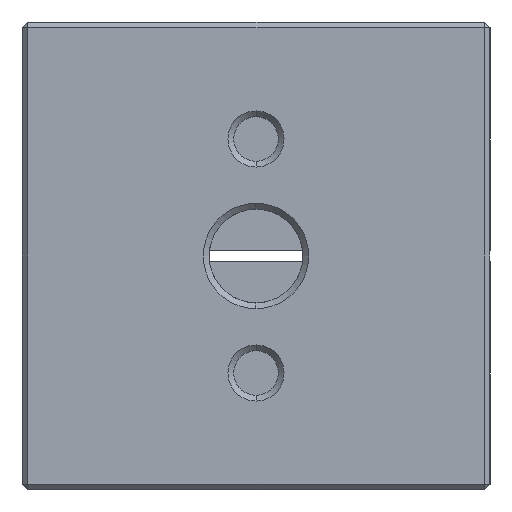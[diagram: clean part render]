
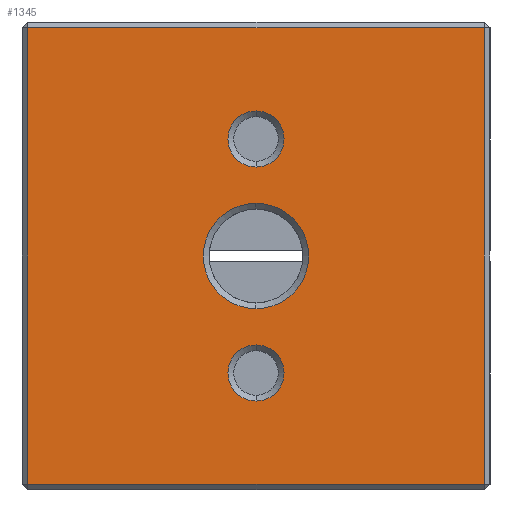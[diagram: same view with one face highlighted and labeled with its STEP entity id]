
A CAD part, left-side view. The second image highlights one B-rep face of the part: STEP entity #1345.
In plain terms, the highlighted planar face has unit normal (-1, 0, 0).
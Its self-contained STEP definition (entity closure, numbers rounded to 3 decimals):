
#13 = VECTOR ( 'NONE', #2005, 1000. ) ;
#26 = EDGE_CURVE ( 'NONE', #73, #1057, #2060, .T. ) ;
#49 = DIRECTION ( 'NONE',  ( 0., 0., -1. ) ) ;
#73 = VERTEX_POINT ( 'NONE', #995 ) ;
#93 = CIRCLE ( 'NONE', #3150, 2.4 ) ;
#122 = CARTESIAN_POINT ( 'NONE',  ( -35., -19.5, -19.5 ) ) ;
#150 = CARTESIAN_POINT ( 'NONE',  ( -35., 0., -12.4 ) ) ;
#184 = VERTEX_POINT ( 'NONE', #1202 ) ;
#203 = ORIENTED_EDGE ( 'NONE', *, *, #3123, .T. ) ;
#204 = DIRECTION ( 'NONE',  ( 0., 0., -1. ) ) ;
#254 = VECTOR ( 'NONE', #602, 1000. ) ;
#317 = CARTESIAN_POINT ( 'NONE',  ( -35., 20., 19.5 ) ) ;
#330 = EDGE_CURVE ( 'NONE', #1782, #2795, #2675, .T. ) ;
#414 = ORIENTED_EDGE ( 'NONE', *, *, #1606, .T. ) ;
#423 = FACE_BOUND ( 'NONE', #2968, .T. ) ;
#502 = CARTESIAN_POINT ( 'NONE',  ( -35., 0., 7.6 ) ) ;
#511 = CIRCLE ( 'NONE', #742, 2.4 ) ;
#519 = EDGE_LOOP ( 'NONE', ( #2197, #2430 ) ) ;
#523 = DIRECTION ( 'NONE',  ( 0., -1., 0. ) ) ;
#575 = DIRECTION ( 'NONE',  ( 0., 1., 0. ) ) ;
#586 = ORIENTED_EDGE ( 'NONE', *, *, #26, .T. ) ;
#602 = DIRECTION ( 'NONE',  ( 0., 0., -1. ) ) ;
#616 = VECTOR ( 'NONE', #575, 1000. ) ;
#644 = CARTESIAN_POINT ( 'NONE',  ( -35., 0., 0. ) ) ;
#664 = EDGE_CURVE ( 'NONE', #3181, #1199, #2744, .T. ) ;
#673 = LINE ( 'NONE', #3003, #13 ) ;
#742 = AXIS2_PLACEMENT_3D ( 'NONE', #3014, #1516, #49 ) ;
#884 = DIRECTION ( 'NONE',  ( 0., 0., -1. ) ) ;
#964 = CARTESIAN_POINT ( 'NONE',  ( -35., 20., -20. ) ) ;
#976 = DIRECTION ( 'NONE',  ( 1., 0., 0. ) ) ;
#995 = CARTESIAN_POINT ( 'NONE',  ( -35., 19.5, -19.5 ) ) ;
#1016 = CARTESIAN_POINT ( 'NONE',  ( -35., 0., 10. ) ) ;
#1035 = ORIENTED_EDGE ( 'NONE', *, *, #1332, .T. ) ;
#1048 = AXIS2_PLACEMENT_3D ( 'NONE', #3180, #1675, #204 ) ;
#1057 = VERTEX_POINT ( 'NONE', #122 ) ;
#1093 = CIRCLE ( 'NONE', #1261, 4.5 ) ;
#1094 = ORIENTED_EDGE ( 'NONE', *, *, #1210, .T. ) ;
#1138 = DIRECTION ( 'NONE',  ( 1., 0., 0. ) ) ;
#1152 = EDGE_CURVE ( 'NONE', #2924, #184, #2054, .T. ) ;
#1199 = VERTEX_POINT ( 'NONE', #150 ) ;
#1202 = CARTESIAN_POINT ( 'NONE',  ( -35., 0., 4.5 ) ) ;
#1210 = EDGE_CURVE ( 'NONE', #2795, #1782, #93, .T. ) ;
#1261 = AXIS2_PLACEMENT_3D ( 'NONE', #2633, #1138, #2875 ) ;
#1262 = DIRECTION ( 'NONE',  ( 0., 0., -1. ) ) ;
#1267 = AXIS2_PLACEMENT_3D ( 'NONE', #2711, #976, #2160 ) ;
#1332 = EDGE_CURVE ( 'NONE', #184, #2924, #1093, .T. ) ;
#1335 = CARTESIAN_POINT ( 'NONE',  ( -35., 19.5, -20. ) ) ;
#1345 = ADVANCED_FACE ( 'NONE', ( #2396, #423, #2908, #2234 ), #1396, .F. ) ;
#1396 = PLANE ( 'NONE',  #1753 ) ;
#1458 = DIRECTION ( 'NONE',  ( 1., 0., 0. ) ) ;
#1516 = DIRECTION ( 'NONE',  ( 1., 0., 0. ) ) ;
#1571 = LINE ( 'NONE', #1335, #254 ) ;
#1581 = CARTESIAN_POINT ( 'NONE',  ( -35., 19.5, 19.5 ) ) ;
#1606 = EDGE_CURVE ( 'NONE', #2666, #3002, #1912, .T. ) ;
#1675 = DIRECTION ( 'NONE',  ( 1., 0., 0. ) ) ;
#1753 = AXIS2_PLACEMENT_3D ( 'NONE', #964, #1458, #3208 ) ;
#1771 = ORIENTED_EDGE ( 'NONE', *, *, #330, .T. ) ;
#1779 = CARTESIAN_POINT ( 'NONE',  ( -35., 0., -4.5 ) ) ;
#1782 = VERTEX_POINT ( 'NONE', #3104 ) ;
#1800 = EDGE_LOOP ( 'NONE', ( #1035, #2252 ) ) ;
#1809 = EDGE_LOOP ( 'NONE', ( #586, #2038, #414, #203 ) ) ;
#1912 = LINE ( 'NONE', #317, #616 ) ;
#2005 = DIRECTION ( 'NONE',  ( 0., 0., 1. ) ) ;
#2038 = ORIENTED_EDGE ( 'NONE', *, *, #2161, .T. ) ;
#2054 = CIRCLE ( 'NONE', #2807, 4.5 ) ;
#2060 = LINE ( 'NONE', #3196, #2648 ) ;
#2160 = DIRECTION ( 'NONE',  ( 0., 0., -1. ) ) ;
#2161 = EDGE_CURVE ( 'NONE', #1057, #2666, #673, .T. ) ;
#2197 = ORIENTED_EDGE ( 'NONE', *, *, #664, .T. ) ;
#2234 = FACE_BOUND ( 'NONE', #1800, .T. ) ;
#2252 = ORIENTED_EDGE ( 'NONE', *, *, #1152, .T. ) ;
#2365 = DIRECTION ( 'NONE',  ( 1., 0., 0. ) ) ;
#2396 = FACE_OUTER_BOUND ( 'NONE', #1809, .T. ) ;
#2430 = ORIENTED_EDGE ( 'NONE', *, *, #2877, .T. ) ;
#2546 = CARTESIAN_POINT ( 'NONE',  ( -35., -19.5, 19.5 ) ) ;
#2590 = CARTESIAN_POINT ( 'NONE',  ( -35., 0., -7.6 ) ) ;
#2633 = CARTESIAN_POINT ( 'NONE',  ( -35., 0., 0. ) ) ;
#2648 = VECTOR ( 'NONE', #523, 1000. ) ;
#2666 = VERTEX_POINT ( 'NONE', #2546 ) ;
#2675 = CIRCLE ( 'NONE', #1267, 2.4 ) ;
#2711 = CARTESIAN_POINT ( 'NONE',  ( -35., 0., 10. ) ) ;
#2744 = CIRCLE ( 'NONE', #1048, 2.4 ) ;
#2745 = DIRECTION ( 'NONE',  ( 1., 0., 0. ) ) ;
#2795 = VERTEX_POINT ( 'NONE', #502 ) ;
#2807 = AXIS2_PLACEMENT_3D ( 'NONE', #644, #2365, #884 ) ;
#2875 = DIRECTION ( 'NONE',  ( 0., 0., -1. ) ) ;
#2877 = EDGE_CURVE ( 'NONE', #1199, #3181, #511, .T. ) ;
#2908 = FACE_BOUND ( 'NONE', #519, .T. ) ;
#2924 = VERTEX_POINT ( 'NONE', #1779 ) ;
#2968 = EDGE_LOOP ( 'NONE', ( #1771, #1094 ) ) ;
#3002 = VERTEX_POINT ( 'NONE', #1581 ) ;
#3003 = CARTESIAN_POINT ( 'NONE',  ( -35., -19.5, -20. ) ) ;
#3014 = CARTESIAN_POINT ( 'NONE',  ( -35., 0., -10. ) ) ;
#3104 = CARTESIAN_POINT ( 'NONE',  ( -35., 0., 12.4 ) ) ;
#3123 = EDGE_CURVE ( 'NONE', #3002, #73, #1571, .T. ) ;
#3150 = AXIS2_PLACEMENT_3D ( 'NONE', #1016, #2745, #1262 ) ;
#3180 = CARTESIAN_POINT ( 'NONE',  ( -35., 0., -10. ) ) ;
#3181 = VERTEX_POINT ( 'NONE', #2590 ) ;
#3196 = CARTESIAN_POINT ( 'NONE',  ( -35., 20., -19.5 ) ) ;
#3208 = DIRECTION ( 'NONE',  ( 0., 1., 0. ) ) ;
